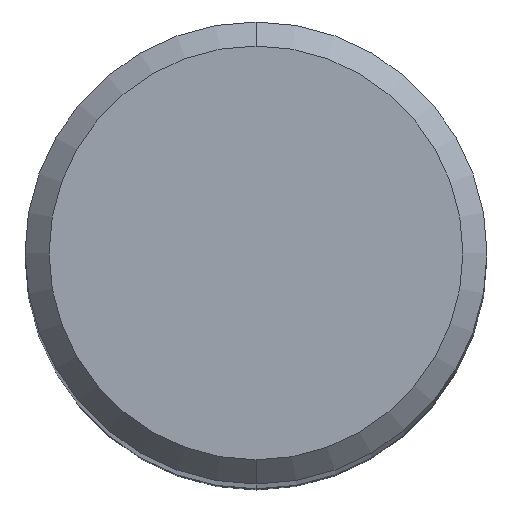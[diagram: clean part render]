
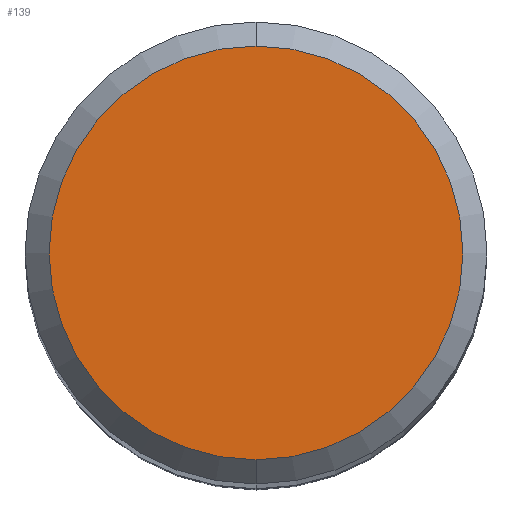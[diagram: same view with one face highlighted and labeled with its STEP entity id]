
A CAD part, top view. The second image highlights one B-rep face of the part: STEP entity #139.
In plain terms, the highlighted planar face has unit normal (0, 0, 1).
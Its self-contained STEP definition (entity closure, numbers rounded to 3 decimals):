
#139=ADVANCED_FACE('',(#370),#371,.T.);
#207=VERTEX_POINT('',#446);
#211=EDGE_CURVE('',#207,#309,#451,.T.);
#263=EDGE_CURVE('',#309,#207,#511,.T.);
#309=VERTEX_POINT('',#564);
#370=FACE_OUTER_BOUND('',#621,.T.);
#371=PLANE('',#622);
#446=CARTESIAN_POINT('',(0.0,4.3,0.0));
#451=CIRCLE('',#732,4.3);
#511=CIRCLE('',#809,4.3);
#564=CARTESIAN_POINT('',(0.,-4.3,0.0));
#621=EDGE_LOOP('',(#932,#933));
#622=AXIS2_PLACEMENT_3D('',#934,#935,#936);
#732=AXIS2_PLACEMENT_3D('',#1035,#1036,#1037);
#809=AXIS2_PLACEMENT_3D('',#1120,#1121,#1122);
#932=ORIENTED_EDGE('',*,*,#211,.F.);
#933=ORIENTED_EDGE('',*,*,#263,.F.);
#934=CARTESIAN_POINT('',(0.0,2.15,0.0));
#935=DIRECTION('',(-0.0,0.0,1.0));
#936=DIRECTION('',(0.0,-1.0,0.0));
#1035=CARTESIAN_POINT('',(0.0,0.0,0.0));
#1036=DIRECTION('',(0.0,0.0,-1.0));
#1037=DIRECTION('',(0.0,1.0,0.0));
#1120=CARTESIAN_POINT('',(0.0,0.0,0.0));
#1121=DIRECTION('',(0.0,0.0,-1.0));
#1122=DIRECTION('',(0.0,1.0,0.0));
